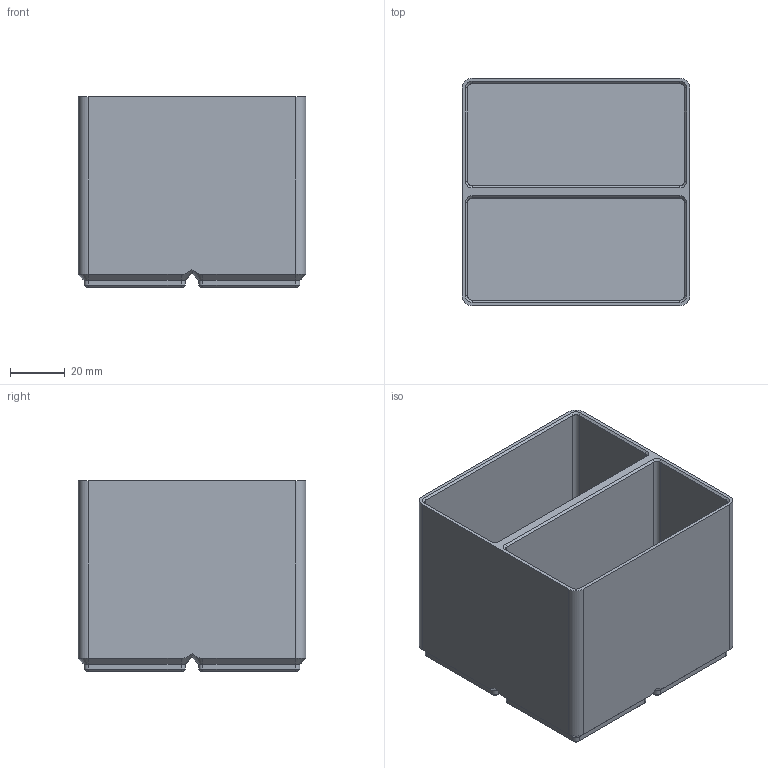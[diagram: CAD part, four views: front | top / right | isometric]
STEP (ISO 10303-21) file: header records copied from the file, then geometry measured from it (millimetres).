
FILE_DESCRIPTION(('Creo Elements/Direct Modeling STEP Export'),'2;1');
FILE_NAME('Gridfinity-2x2x70-03.stp','2023-01-13T10:33:14',(''),(''),'Creo Elements/Direct Modeling STEP processor for AP214 (Solid Model)','Creo Elements/Direct Modeling 20.3A 20-Jun-2020 (C) Parametric Technology GmbH','');
FILE_SCHEMA(('AUTOMOTIVE_DESIGN { 1 0 10303 214 1 1 1 1 }'));
Length unit declared in the file: millimetre
Products named in the file (2): 2x2x70-03
Assembly tree (1 placements, depth 2):
  2x2x70-03
    2x2x70-03
Bounding box: 83.5 x 83.5 x 70 mm (x, y, z)
Volume: 104496 mm3; surface area: 67208.6 mm2
Topology: 1 solids, 1 shells, 239 faces, 512 edges, 309 vertices
Faces by surface type: plane 107, cylinder 92, cone 40
Entity records: 7038 total; most frequent: CARTESIAN_POINT 1957, DIRECTION 1044, ORIENTED_EDGE 1024, EDGE_CURVE 512, AXIS2_PLACEMENT_3D 378, VERTEX_POINT 309, VECTOR 288, LINE 288
